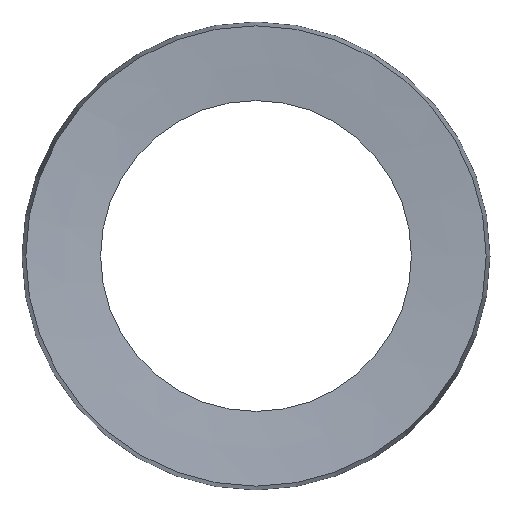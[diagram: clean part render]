
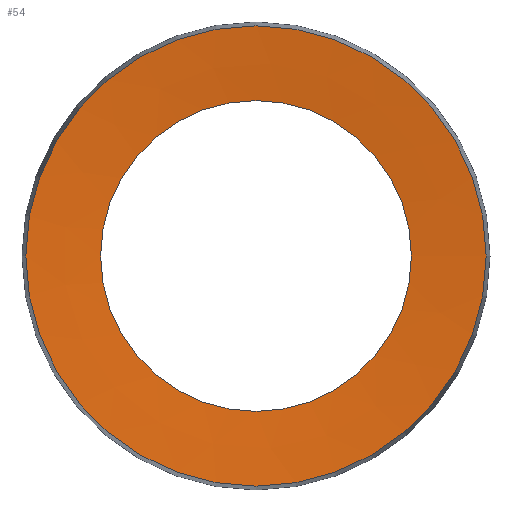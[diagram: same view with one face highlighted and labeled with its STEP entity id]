
A CAD part, front view. The second image highlights one B-rep face of the part: STEP entity #54.
In plain terms, the highlighted conical face has half-angle 85 degrees and reference radius 5.273 mm.
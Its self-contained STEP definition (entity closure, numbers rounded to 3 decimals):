
#14=FACE_BOUND($,#24,.T.);
#18=FACE_OUTER_BOUND($,#23,.T.);
#23=EDGE_LOOP($,(#43));
#24=EDGE_LOOP($,(#44));
#29=CIRCLE($,#61,6.295);
#31=CIRCLE($,#64,4.25);
#33=VERTEX_POINT($,#88);
#35=VERTEX_POINT($,#93);
#37=EDGE_CURVE($,#33,#33,#29,.T.);
#39=EDGE_CURVE($,#35,#35,#31,.T.);
#43=ORIENTED_EDGE($,*,*,#39,.F.);
#44=ORIENTED_EDGE($,*,*,#37,.T.);
#50=CONICAL_SURFACE($,#63,5.273,85.);
#54=ADVANCED_FACE($,(#18,#14),#50,.F.);
#61=AXIS2_PLACEMENT_3D($,#89,#72,#73);
#63=AXIS2_PLACEMENT_3D($,#92,#76,#77);
#64=AXIS2_PLACEMENT_3D($,#94,#78,#79);
#72=DIRECTION('center_axis',(0.,-1.,0.));
#73=DIRECTION('ref_axis',(1.,0.,0.));
#76=DIRECTION('center_axis',(0.,-1.,0.));
#77=DIRECTION('ref_axis',(1.,0.,0.));
#78=DIRECTION('center_axis',(0.,-1.,0.));
#79=DIRECTION('ref_axis',(1.,0.,0.));
#88=CARTESIAN_POINT('',(0.854,5.644,0.));
#89=CARTESIAN_POINT('Origin',(-5.441,5.644,0.));
#92=CARTESIAN_POINT('Origin',(-5.441,5.734,0.));
#93=CARTESIAN_POINT('',(-1.191,5.823,0.));
#94=CARTESIAN_POINT('Origin',(-5.441,5.823,0.));
